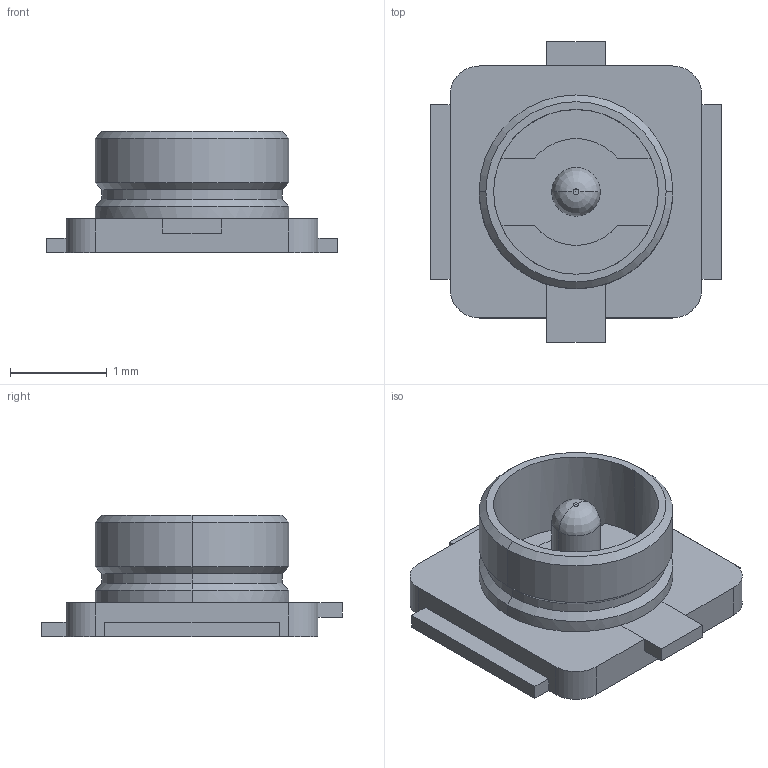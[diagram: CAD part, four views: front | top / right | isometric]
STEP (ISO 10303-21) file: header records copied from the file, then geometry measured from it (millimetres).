
FILE_DESCRIPTION(('FreeCAD Model'),'2;1');
FILE_NAME('U.FL-R-SMT-1.step', '2016-11-01T22:49:52',('Author'),(''), 'Open CASCADE STEP processor 6.8','FreeCAD','Unknown');
FILE_SCHEMA(('AUTOMOTIVE_DESIGN_CC2 { 1 2 10303 214 -1 1 5 4 }'));
Length unit declared in the file: millimetre
Products named in the file (2): ASSEMBLY; U.FL-R-SMT-1
Assembly tree (1 placements, depth 2):
  ASSEMBLY
    U.FL-R-SMT-1
Bounding box: 3 x 3.1 x 1.25 mm (x, y, z)
Volume: 3.5 mm3; surface area: 30.9 mm2
Topology: 1 solids, 1 shells, 58 faces, 148 edges, 93 vertices
Faces by surface type: plane 32, cylinder 16, cone 8, revolution 2
Entity records: 6570 total; most frequent: CARTESIAN_POINT 3341, DIRECTION 482, ORIENTED_EDGE 292, PCURVE 292, DEFINITIONAL_REPRESENTATION 292, LINE 248, VECTOR 248, EDGE_CURVE 146
